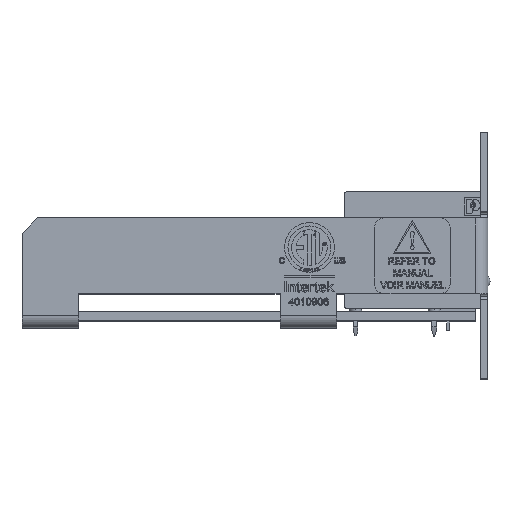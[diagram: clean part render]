
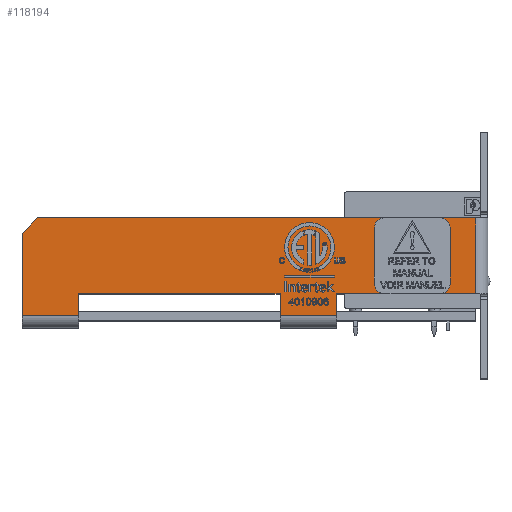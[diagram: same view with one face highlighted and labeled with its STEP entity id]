
A CAD part, top view. The second image highlights one B-rep face of the part: STEP entity #118194.
In plain terms, the highlighted planar face has unit normal (0, 0, 1).
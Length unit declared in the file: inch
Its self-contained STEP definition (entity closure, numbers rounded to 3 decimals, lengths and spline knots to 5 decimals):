
#3465 = CARTESIAN_POINT ( 'NONE',  ( -3.032, 0.965, 0.995 ) ) ;
#3722 = EDGE_CURVE ( 'NONE', #75958, #46389, #121590, .T. ) ;
#4225 = EDGE_CURVE ( 'NONE', #26972, #78726, #78890, .T. ) ;
#6835 = ORIENTED_EDGE ( 'NONE', *, *, #73049, .T. ) ;
#8393 = LINE ( 'NONE', #51417, #125469 ) ;
#8750 = VECTOR ( 'NONE', #117784, 39.37008 ) ;
#8992 = LINE ( 'NONE', #108939, #39423 ) ;
#9937 = ORIENTED_EDGE ( 'NONE', *, *, #82017, .T. ) ;
#10086 = VECTOR ( 'NONE', #26598, 39.37008 ) ;
#10470 = ORIENTED_EDGE ( 'NONE', *, *, #4225, .T. ) ;
#14224 = EDGE_CURVE ( 'NONE', #46389, #62651, #79259, .T. ) ;
#19586 = DIRECTION ( 'NONE',  ( 1., 0., 0. ) ) ;
#19818 = CARTESIAN_POINT ( 'NONE',  ( -2.657, 0.41725, 0.995 ) ) ;
#23406 = FACE_OUTER_BOUND ( 'NONE', #71295, .T. ) ;
#24127 = CARTESIAN_POINT ( 'NONE',  ( -2.657, 0.565, 0.995 ) ) ;
#25160 = CARTESIAN_POINT ( 'NONE',  ( 0., 1.065, 0.995 ) ) ;
#25692 = CARTESIAN_POINT ( 'NONE',  ( -1.325, 0.41725, 0.995 ) ) ;
#26598 = DIRECTION ( 'NONE',  ( 1., 0., 0. ) ) ;
#26629 = EDGE_CURVE ( 'NONE', #112585, #65403, #86972, .T. ) ;
#26972 = VERTEX_POINT ( 'NONE', #96486 ) ;
#29588 = LINE ( 'NONE', #80915, #111512 ) ;
#30881 = DIRECTION ( 'NONE',  ( -0.707, -0.707, 0. ) ) ;
#31207 = EDGE_CURVE ( 'NONE', #26972, #116762, #116776, .T. ) ;
#32979 = PLANE ( 'NONE',  #82728 ) ;
#35196 = CARTESIAN_POINT ( 'NONE',  ( -2.657, 0.41725, 0.995 ) ) ;
#39032 = CARTESIAN_POINT ( 'NONE',  ( -3.032, 0.41725, 0.995 ) ) ;
#39423 = VECTOR ( 'NONE', #66292, 39.37008 ) ;
#39673 = CARTESIAN_POINT ( 'NONE',  ( -0.03125, 0.565, 0.995 ) ) ;
#41150 = DIRECTION ( 'NONE',  ( 0., 1., 0. ) ) ;
#42965 = ORIENTED_EDGE ( 'NONE', *, *, #14224, .T. ) ;
#44644 = CARTESIAN_POINT ( 'NONE',  ( 0., 0., 0.995 ) ) ;
#46389 = VERTEX_POINT ( 'NONE', #19818 ) ;
#50824 = ORIENTED_EDGE ( 'NONE', *, *, #130654, .T. ) ;
#51417 = CARTESIAN_POINT ( 'NONE',  ( -0.95, 0.41725, 0.995 ) ) ;
#51726 = VECTOR ( 'NONE', #126306, 39.37008 ) ;
#52965 = DIRECTION ( 'NONE',  ( 1., 0., 0. ) ) ;
#54497 = CARTESIAN_POINT ( 'NONE',  ( -0.95, 0.41725, 0.995 ) ) ;
#60334 = CARTESIAN_POINT ( 'NONE',  ( -0.03125, 0.565, 0.995 ) ) ;
#60430 = VECTOR ( 'NONE', #96404, 39.37008 ) ;
#62651 = VERTEX_POINT ( 'NONE', #24127 ) ;
#63475 = ORIENTED_EDGE ( 'NONE', *, *, #100255, .T. ) ;
#65403 = VERTEX_POINT ( 'NONE', #60334 ) ;
#66120 = LINE ( 'NONE', #126755, #51726 ) ;
#66292 = DIRECTION ( 'NONE',  ( 0., -1., 0. ) ) ;
#66946 = ORIENTED_EDGE ( 'NONE', *, *, #31207, .F. ) ;
#68103 = LINE ( 'NONE', #101738, #130683 ) ;
#69093 = ORIENTED_EDGE ( 'NONE', *, *, #3722, .T. ) ;
#69856 = EDGE_CURVE ( 'NONE', #78726, #122650, #8393, .T. ) ;
#71295 = EDGE_LOOP ( 'NONE', ( #50824, #72999, #6835, #69093, #42965, #63475, #66946, #10470, #81018, #9937, #117046 ) ) ;
#72999 = ORIENTED_EDGE ( 'NONE', *, *, #88345, .T. ) ;
#73049 = EDGE_CURVE ( 'NONE', #83951, #75958, #8992, .T. ) ;
#75939 = DIRECTION ( 'NONE',  ( -1., 0., 0. ) ) ;
#75958 = VERTEX_POINT ( 'NONE', #39032 ) ;
#78726 = VERTEX_POINT ( 'NONE', #54497 ) ;
#78890 = LINE ( 'NONE', #25692, #10086 ) ;
#79259 = LINE ( 'NONE', #35196, #8750 ) ;
#80915 = CARTESIAN_POINT ( 'NONE',  ( 0., 0.565, 0.995 ) ) ;
#81018 = ORIENTED_EDGE ( 'NONE', *, *, #69856, .T. ) ;
#82017 = EDGE_CURVE ( 'NONE', #122650, #65403, #66120, .T. ) ;
#82728 = AXIS2_PLACEMENT_3D ( 'NONE', #44644, #87179, #75939 ) ;
#83951 = VERTEX_POINT ( 'NONE', #3465 ) ;
#86270 = CARTESIAN_POINT ( 'NONE',  ( -0.03125, 1.065, 0.995 ) ) ;
#86846 = CARTESIAN_POINT ( 'NONE',  ( -2.932, 1.065, 0.995 ) ) ;
#86972 = LINE ( 'NONE', #39673, #111129 ) ;
#87179 = DIRECTION ( 'NONE',  ( 0., 0., -1. ) ) ;
#88274 = CARTESIAN_POINT ( 'NONE',  ( -0.95, 0.565, 0.995 ) ) ;
#88345 = EDGE_CURVE ( 'NONE', #116011, #83951, #68103, .T. ) ;
#94095 = LINE ( 'NONE', #25160, #60430 ) ;
#94231 = VECTOR ( 'NONE', #52965, 39.37008 ) ;
#96404 = DIRECTION ( 'NONE',  ( -1., 0., 0. ) ) ;
#96486 = CARTESIAN_POINT ( 'NONE',  ( -1.325, 0.41725, 0.995 ) ) ;
#99224 = CARTESIAN_POINT ( 'NONE',  ( -1.325, 0.41725, 0.995 ) ) ;
#100255 = EDGE_CURVE ( 'NONE', #62651, #116762, #29588, .T. ) ;
#101738 = CARTESIAN_POINT ( 'NONE',  ( -3.032, 0.965, 0.995 ) ) ;
#107067 = VECTOR ( 'NONE', #129349, 39.37008 ) ;
#108939 = CARTESIAN_POINT ( 'NONE',  ( -3.032, 0., 0.995 ) ) ;
#111129 = VECTOR ( 'NONE', #113245, 39.37008 ) ;
#111512 = VECTOR ( 'NONE', #19586, 39.37008 ) ;
#112585 = VERTEX_POINT ( 'NONE', #86270 ) ;
#113245 = DIRECTION ( 'NONE',  ( 0., -1., 0. ) ) ;
#116011 = VERTEX_POINT ( 'NONE', #86846 ) ;
#116762 = VERTEX_POINT ( 'NONE', #121093 ) ;
#116776 = LINE ( 'NONE', #99224, #107067 ) ;
#117046 = ORIENTED_EDGE ( 'NONE', *, *, #26629, .F. ) ;
#117784 = DIRECTION ( 'NONE',  ( 0., 1., 0. ) ) ;
#118194 = ADVANCED_FACE ( 'NONE', ( #23406 ), #32979, .F. ) ;
#121093 = CARTESIAN_POINT ( 'NONE',  ( -1.325, 0.565, 0.995 ) ) ;
#121590 = LINE ( 'NONE', #123865, #94231 ) ;
#122650 = VERTEX_POINT ( 'NONE', #88274 ) ;
#123865 = CARTESIAN_POINT ( 'NONE',  ( -3.032, 0.41725, 0.995 ) ) ;
#125469 = VECTOR ( 'NONE', #41150, 39.37008 ) ;
#126306 = DIRECTION ( 'NONE',  ( 1., 0., 0. ) ) ;
#126755 = CARTESIAN_POINT ( 'NONE',  ( 0., 0.565, 0.995 ) ) ;
#129349 = DIRECTION ( 'NONE',  ( 0., 1., 0. ) ) ;
#130654 = EDGE_CURVE ( 'NONE', #112585, #116011, #94095, .T. ) ;
#130683 = VECTOR ( 'NONE', #30881, 39.37008 ) ;
